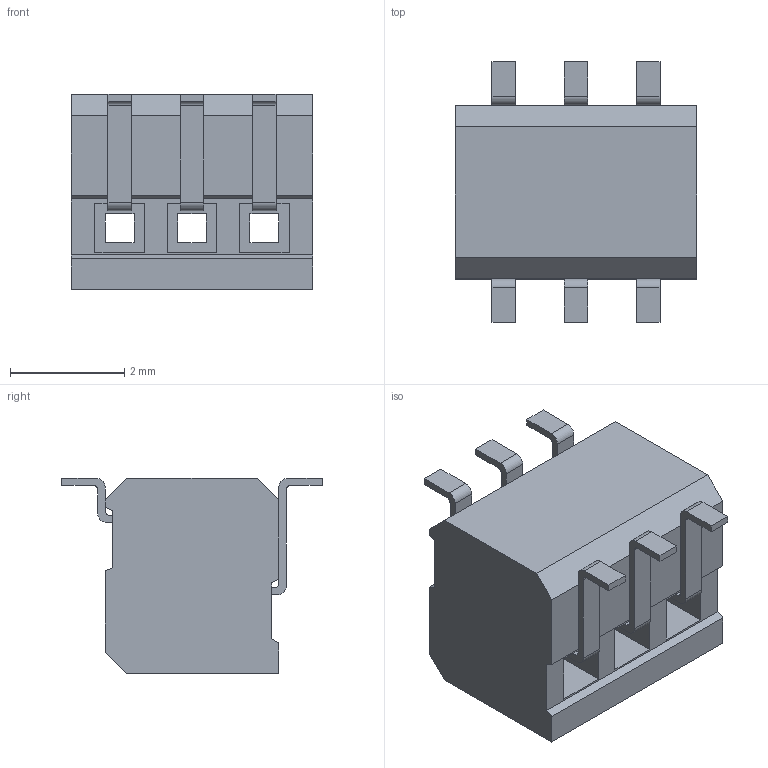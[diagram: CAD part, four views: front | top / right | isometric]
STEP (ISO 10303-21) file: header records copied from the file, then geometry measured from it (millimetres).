
FILE_DESCRIPTION(/* description */ ('STEP AP214'),/* implementation_level */ '2;1');
FILE_NAME(/* name */ 'CLP-103-02-L-DH-TR',/* time_stamp */ '2024-10-10T00:49:19+02:00',/* author */ ('License CC BY-ND 4.0'),/* organization */ ('CADENAS'),/* preprocessor_version */ 'ST-DEVELOPER v19.3',/* originating_system */ 'PARTsolutions',/* authorisation */ ' ');
FILE_SCHEMA (('AUTOMOTIVE_DESIGN {1 0 10303 214 3 1 1}'));
Length unit declared in the file: inch
Products named in the file (4): CLP-103-02-L-DH-TR; CLP-103-2-L-DH-TR_terminal; C-70-04-1-L-03_Pin_2_dh; C-70-05-1-L-03_Pin_dh
Assembly tree (3 placements, depth 2):
  CLP-103-02-L-DH-TR
    CLP-103-2-L-DH-TR_terminal
    C-70-04-1-L-03_Pin_2_dh
    C-70-05-1-L-03_Pin_dh
Bounding box: 4.24 x 4.57 x 3.43 mm (x, y, z)
Volume: 31 mm3; surface area: 148.2 mm2
Topology: 3 solids, 3 shells, 159 faces, 425 edges, 278 vertices
Faces by surface type: plane 135, cylinder 24
Entity records: 4995 total; most frequent: CARTESIAN_POINT 866, ORIENTED_EDGE 850, DIRECTION 799, EDGE_CURVE 425, LINE 377, VECTOR 377, VERTEX_POINT 278, AXIS2_PLACEMENT_3D 211
